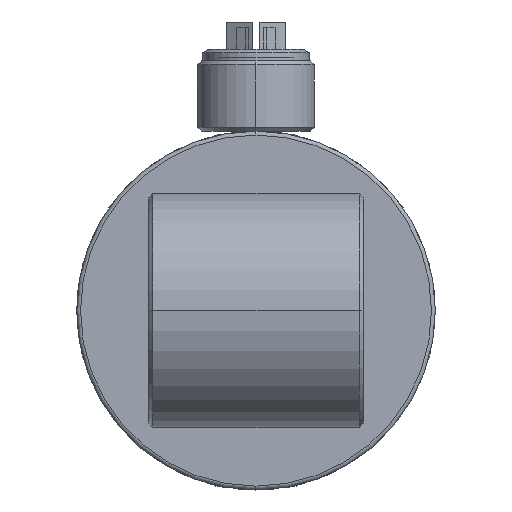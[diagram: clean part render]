
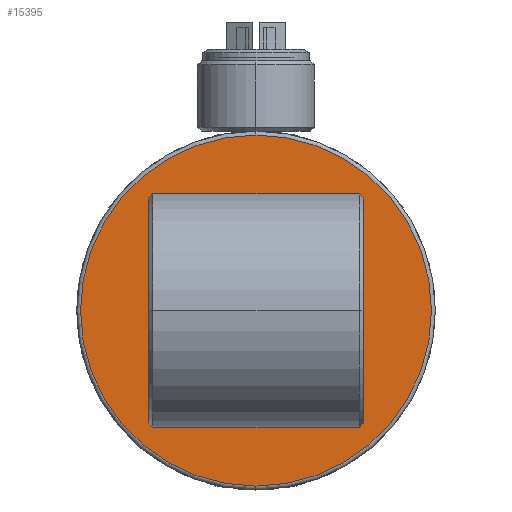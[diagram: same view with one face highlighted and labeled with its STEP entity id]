
A CAD part, left-side view. The second image highlights one B-rep face of the part: STEP entity #15395.
In plain terms, the highlighted planar face has unit normal (-1, 0, 0).
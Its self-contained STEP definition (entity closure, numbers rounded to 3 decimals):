
#2400 = ORIENTED_EDGE ( 'NONE', *, *, #12481, .T. ) ;
#2707 = DIRECTION ( 'NONE',  ( -1., 0., 0. ) ) ;
#3319 = EDGE_LOOP ( 'NONE', ( #2400, #13742 ) ) ;
#3559 = CARTESIAN_POINT ( 'NONE',  ( -10., 0., 0. ) ) ;
#3909 = AXIS2_PLACEMENT_3D ( 'NONE', #15584, #14188, #6938 ) ;
#4155 = CIRCLE ( 'NONE', #5963, 45. ) ;
#5963 = AXIS2_PLACEMENT_3D ( 'NONE', #17180, #2707, #12707 ) ;
#6024 = CIRCLE ( 'NONE', #11970, 45. ) ;
#6938 = DIRECTION ( 'NONE',  ( 0., 0., 1. ) ) ;
#7033 = DIRECTION ( 'NONE',  ( 0., 0., 1. ) ) ;
#7524 = CARTESIAN_POINT ( 'NONE',  ( -10., 0., 45. ) ) ;
#8080 = VERTEX_POINT ( 'NONE', #18025 ) ;
#9258 = DIRECTION ( 'NONE',  ( -1., 0., 0. ) ) ;
#9895 = PLANE ( 'NONE',  #3909 ) ;
#11590 = EDGE_CURVE ( 'NONE', #8080, #17163, #6024, .T. ) ;
#11970 = AXIS2_PLACEMENT_3D ( 'NONE', #3559, #9258, #7033 ) ;
#12481 = EDGE_CURVE ( 'NONE', #17163, #8080, #4155, .T. ) ;
#12707 = DIRECTION ( 'NONE',  ( 0., 0., 1. ) ) ;
#13742 = ORIENTED_EDGE ( 'NONE', *, *, #11590, .T. ) ;
#14188 = DIRECTION ( 'NONE',  ( -1., 0., 0. ) ) ;
#15395 = ADVANCED_FACE ( 'NONE', ( #16986 ), #9895, .T. ) ;
#15584 = CARTESIAN_POINT ( 'NONE',  ( -10., 0., 45. ) ) ;
#16986 = FACE_OUTER_BOUND ( 'NONE', #3319, .T. ) ;
#17163 = VERTEX_POINT ( 'NONE', #7524 ) ;
#17180 = CARTESIAN_POINT ( 'NONE',  ( -10., 0., 0. ) ) ;
#18025 = CARTESIAN_POINT ( 'NONE',  ( -10., 0., -45. ) ) ;
